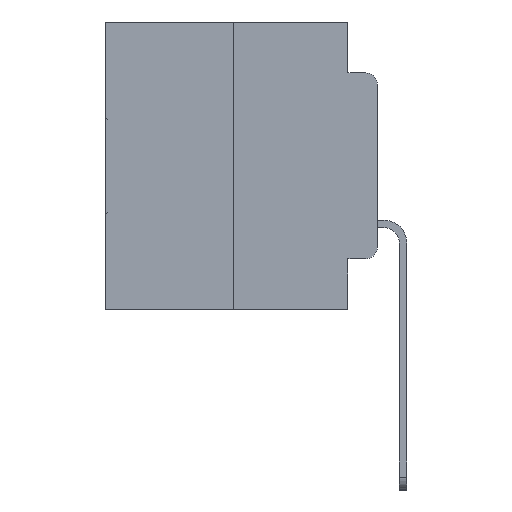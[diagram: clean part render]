
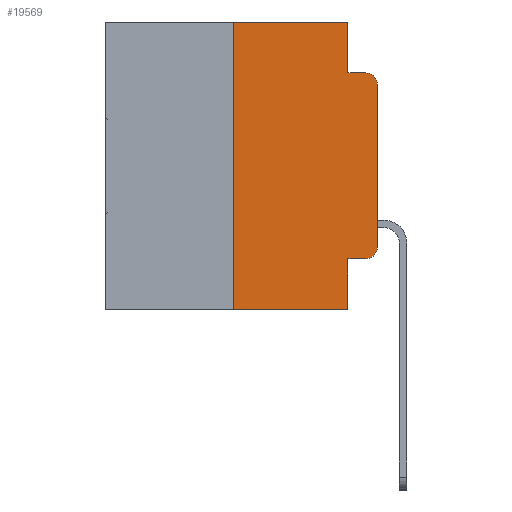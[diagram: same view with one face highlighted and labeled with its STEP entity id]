
A CAD part, left-side view. The second image highlights one B-rep face of the part: STEP entity #19569.
In plain terms, the highlighted planar face has unit normal (-1, 0, 0).
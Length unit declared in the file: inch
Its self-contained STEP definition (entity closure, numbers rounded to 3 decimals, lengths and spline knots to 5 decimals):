
#13 = CARTESIAN_POINT ( 'NONE',  ( 0., 0.051, -0.4115 ) ) ;
#405 = DIRECTION ( 'NONE',  ( -1., 0., 0. ) ) ;
#781 = VECTOR ( 'NONE', #15534, 39.37008 ) ;
#814 = DIRECTION ( 'NONE',  ( 0., 0., -1. ) ) ;
#1091 = LINE ( 'NONE', #24683, #8321 ) ;
#1254 = VECTOR ( 'NONE', #17844, 39.37008 ) ;
#1512 = ORIENTED_EDGE ( 'NONE', *, *, #12260, .F. ) ;
#2021 = DIRECTION ( 'NONE',  ( 0., 0., -1. ) ) ;
#2691 = ORIENTED_EDGE ( 'NONE', *, *, #23152, .F. ) ;
#3196 = CARTESIAN_POINT ( 'NONE',  ( 0., 0.473, 0. ) ) ;
#3549 = LINE ( 'NONE', #23308, #27440 ) ;
#3636 = LINE ( 'NONE', #25361, #29672 ) ;
#3856 = AXIS2_PLACEMENT_3D ( 'NONE', #3196, #15142, #16930 ) ;
#3866 = DIRECTION ( 'NONE',  ( -1., 0., 0. ) ) ;
#3878 = CARTESIAN_POINT ( 'NONE',  ( 0., 0.051, -0.4115 ) ) ;
#5251 = CARTESIAN_POINT ( 'NONE',  ( 0., 0., -0.3915 ) ) ;
#5300 = VERTEX_POINT ( 'NONE', #15736 ) ;
#5376 = EDGE_CURVE ( 'NONE', #20933, #22518, #12709, .T. ) ;
#6292 = CARTESIAN_POINT ( 'NONE',  ( 0., 0.02, -0.1085 ) ) ;
#6765 = CIRCLE ( 'NONE', #18907, 0.02 ) ;
#7236 = DIRECTION ( 'NONE',  ( 0., -1., 0. ) ) ;
#7383 = LINE ( 'NONE', #8468, #1254 ) ;
#7759 = EDGE_CURVE ( 'NONE', #13356, #17977, #3549, .T. ) ;
#8097 = VECTOR ( 'NONE', #8516, 39.37008 ) ;
#8230 = CIRCLE ( 'NONE', #21851, 0.02 ) ;
#8321 = VECTOR ( 'NONE', #24583, 39.37008 ) ;
#8468 = CARTESIAN_POINT ( 'NONE',  ( 0., 0.25, 0. ) ) ;
#8493 = VERTEX_POINT ( 'NONE', #29532 ) ;
#8516 = DIRECTION ( 'NONE',  ( 0., -1., 0. ) ) ;
#9377 = EDGE_CURVE ( 'NONE', #22518, #20291, #24371, .T. ) ;
#9630 = DIRECTION ( 'NONE',  ( 0., 0., -1. ) ) ;
#10484 = VERTEX_POINT ( 'NONE', #17383 ) ;
#10536 = CARTESIAN_POINT ( 'NONE',  ( 0., 0.051, -0.5 ) ) ;
#10753 = ORIENTED_EDGE ( 'NONE', *, *, #29564, .F. ) ;
#10785 = VERTEX_POINT ( 'NONE', #5251 ) ;
#12001 = ORIENTED_EDGE ( 'NONE', *, *, #19160, .T. ) ;
#12137 = VECTOR ( 'NONE', #23905, 39.37008 ) ;
#12260 = EDGE_CURVE ( 'NONE', #13356, #20933, #7383, .T. ) ;
#12709 = LINE ( 'NONE', #18039, #781 ) ;
#12739 = EDGE_CURVE ( 'NONE', #12759, #8493, #27638, .T. ) ;
#12759 = VERTEX_POINT ( 'NONE', #13 ) ;
#13165 = VECTOR ( 'NONE', #9630, 39.37008 ) ;
#13329 = DIRECTION ( 'NONE',  ( 0., 0., -1. ) ) ;
#13356 = VERTEX_POINT ( 'NONE', #20149 ) ;
#14500 = CARTESIAN_POINT ( 'NONE',  ( 0., 0.051, 0. ) ) ;
#14620 = CARTESIAN_POINT ( 'NONE',  ( 0., 0.051, -0.0885 ) ) ;
#14866 = EDGE_LOOP ( 'NONE', ( #27395, #12001, #10753, #17422, #27198, #1512, #20405, #2691, #16140, #15971 ) ) ;
#14985 = CARTESIAN_POINT ( 'NONE',  ( 0., 0.25, 0. ) ) ;
#15142 = DIRECTION ( 'NONE',  ( 1., 0., 0. ) ) ;
#15534 = DIRECTION ( 'NONE',  ( 0., -1., 0. ) ) ;
#15736 = CARTESIAN_POINT ( 'NONE',  ( 0., 0., -0.1085 ) ) ;
#15971 = ORIENTED_EDGE ( 'NONE', *, *, #18985, .T. ) ;
#16136 = CARTESIAN_POINT ( 'NONE',  ( 0., 0.051, -0.0885 ) ) ;
#16140 = ORIENTED_EDGE ( 'NONE', *, *, #12739, .T. ) ;
#16930 = DIRECTION ( 'NONE',  ( 0., 0., -1. ) ) ;
#17383 = CARTESIAN_POINT ( 'NONE',  ( 0., 0.02, -0.0885 ) ) ;
#17422 = ORIENTED_EDGE ( 'NONE', *, *, #9377, .F. ) ;
#17844 = DIRECTION ( 'NONE',  ( 0., 0., 1. ) ) ;
#17951 = EDGE_CURVE ( 'NONE', #10785, #5300, #1091, .T. ) ;
#17977 = VERTEX_POINT ( 'NONE', #10536 ) ;
#18039 = CARTESIAN_POINT ( 'NONE',  ( 0., 0.473, 0. ) ) ;
#18907 = AXIS2_PLACEMENT_3D ( 'NONE', #6292, #3866, #13329 ) ;
#18985 = EDGE_CURVE ( 'NONE', #8493, #10785, #8230, .T. ) ;
#19160 = EDGE_CURVE ( 'NONE', #5300, #10484, #6765, .T. ) ;
#19569 = ADVANCED_FACE ( 'NONE', ( #20837 ), #28964, .F. ) ;
#20149 = CARTESIAN_POINT ( 'NONE',  ( 0., 0.25, -0.5 ) ) ;
#20291 = VERTEX_POINT ( 'NONE', #16136 ) ;
#20405 = ORIENTED_EDGE ( 'NONE', *, *, #7759, .T. ) ;
#20837 = FACE_OUTER_BOUND ( 'NONE', #14866, .T. ) ;
#20933 = VERTEX_POINT ( 'NONE', #14985 ) ;
#21851 = AXIS2_PLACEMENT_3D ( 'NONE', #26198, #405, #814 ) ;
#22518 = VERTEX_POINT ( 'NONE', #27442 ) ;
#23152 = EDGE_CURVE ( 'NONE', #12759, #17977, #3636, .T. ) ;
#23308 = CARTESIAN_POINT ( 'NONE',  ( 0., 0.473, -0.5 ) ) ;
#23905 = DIRECTION ( 'NONE',  ( 0., -1., 0. ) ) ;
#24371 = LINE ( 'NONE', #14500, #13165 ) ;
#24583 = DIRECTION ( 'NONE',  ( 0., 0., 1. ) ) ;
#24683 = CARTESIAN_POINT ( 'NONE',  ( 0., 0., 0. ) ) ;
#25361 = CARTESIAN_POINT ( 'NONE',  ( 0., 0.051, 0. ) ) ;
#26198 = CARTESIAN_POINT ( 'NONE',  ( 0., 0.02, -0.3915 ) ) ;
#27198 = ORIENTED_EDGE ( 'NONE', *, *, #5376, .F. ) ;
#27395 = ORIENTED_EDGE ( 'NONE', *, *, #17951, .T. ) ;
#27440 = VECTOR ( 'NONE', #7236, 39.37008 ) ;
#27442 = CARTESIAN_POINT ( 'NONE',  ( 0., 0.051, 0. ) ) ;
#27638 = LINE ( 'NONE', #3878, #8097 ) ;
#28964 = PLANE ( 'NONE',  #3856 ) ;
#29532 = CARTESIAN_POINT ( 'NONE',  ( 0., 0.02, -0.4115 ) ) ;
#29564 = EDGE_CURVE ( 'NONE', #20291, #10484, #29868, .T. ) ;
#29672 = VECTOR ( 'NONE', #2021, 39.37008 ) ;
#29868 = LINE ( 'NONE', #14620, #12137 ) ;
